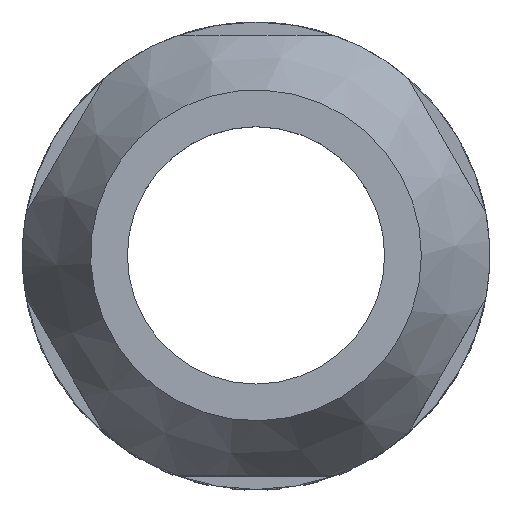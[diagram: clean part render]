
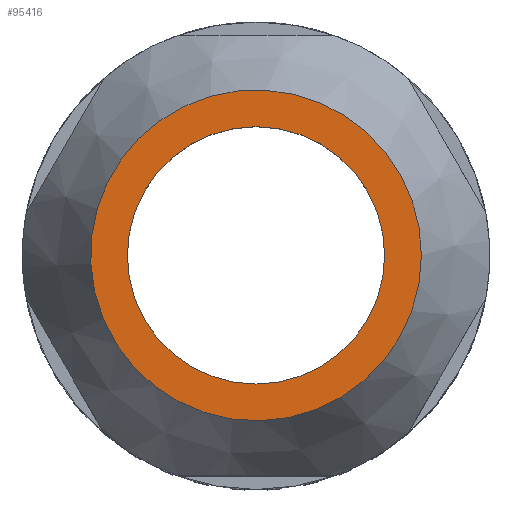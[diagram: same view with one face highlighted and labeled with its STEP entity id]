
A CAD part, top view. The second image highlights one B-rep face of the part: STEP entity #95416.
In plain terms, the highlighted planar face has unit normal (0, 0, 1).
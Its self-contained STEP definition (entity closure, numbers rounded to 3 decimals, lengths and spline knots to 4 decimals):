
#3473 = AXIS2_PLACEMENT_3D ( 'NONE', #37563, #69746, #68702 ) ;
#4008 = CIRCLE ( 'NONE', #5745, 4.35 ) ;
#4885 = FACE_OUTER_BOUND ( 'NONE', #83610, .T. ) ;
#5745 = AXIS2_PLACEMENT_3D ( 'NONE', #94942, #63390, #22774 ) ;
#6737 = CARTESIAN_POINT ( 'NONE',  ( 0., 0., 23. ) ) ;
#16699 = DIRECTION ( 'NONE',  ( 0., 0., 1. ) ) ;
#16985 = ORIENTED_EDGE ( 'NONE', *, *, #103159, .F. ) ;
#17970 = CARTESIAN_POINT ( 'NONE',  ( 4.35, 0., 23. ) ) ;
#22774 = DIRECTION ( 'NONE',  ( 1., 0., 0. ) ) ;
#23843 = EDGE_LOOP ( 'NONE', ( #16985 ) ) ;
#27449 = VERTEX_POINT ( 'NONE', #17970 ) ;
#31147 = CIRCLE ( 'NONE', #100128, 5.5906 ) ;
#32237 = CARTESIAN_POINT ( 'NONE',  ( 5.5906, 0., 23. ) ) ;
#37044 = FACE_BOUND ( 'NONE', #23843, .T. ) ;
#37563 = CARTESIAN_POINT ( 'NONE',  ( 0., 0., 23. ) ) ;
#51828 = PLANE ( 'NONE',  #3473 ) ;
#57540 = VERTEX_POINT ( 'NONE', #32237 ) ;
#59692 = EDGE_CURVE ( 'NONE', #57540, #57540, #31147, .T. ) ;
#63390 = DIRECTION ( 'NONE',  ( 0., 0., 1. ) ) ;
#65236 = ORIENTED_EDGE ( 'NONE', *, *, #59692, .T. ) ;
#68702 = DIRECTION ( 'NONE',  ( 1., 0., 0. ) ) ;
#69746 = DIRECTION ( 'NONE',  ( 0., 0., 1. ) ) ;
#79461 = DIRECTION ( 'NONE',  ( 1., 0., 0. ) ) ;
#83610 = EDGE_LOOP ( 'NONE', ( #65236 ) ) ;
#94942 = CARTESIAN_POINT ( 'NONE',  ( 0., 0., 23. ) ) ;
#95416 = ADVANCED_FACE ( 'NONE', ( #4885, #37044 ), #51828, .T. ) ;
#100128 = AXIS2_PLACEMENT_3D ( 'NONE', #6737, #16699, #79461 ) ;
#103159 = EDGE_CURVE ( 'NONE', #27449, #27449, #4008, .T. ) ;
